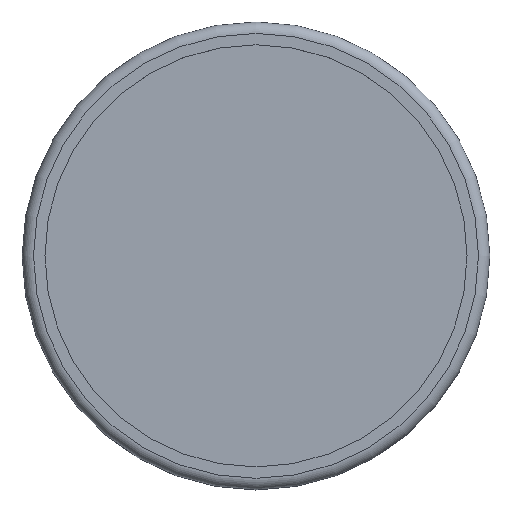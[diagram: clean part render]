
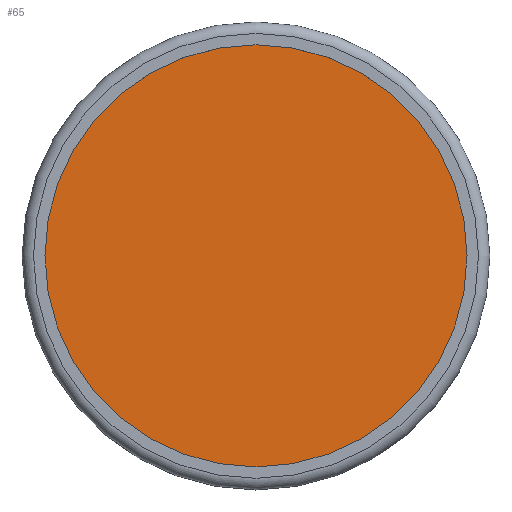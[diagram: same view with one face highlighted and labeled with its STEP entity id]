
A CAD part, top view. The second image highlights one B-rep face of the part: STEP entity #65.
In plain terms, the highlighted planar face has unit normal (0, 0, 1).
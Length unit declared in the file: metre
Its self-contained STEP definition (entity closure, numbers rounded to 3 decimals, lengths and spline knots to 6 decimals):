
#65 = ADVANCED_FACE( '', ( #133 ), #134, .T. );
#133 = FACE_OUTER_BOUND( '', #211, .T. );
#134 = PLANE( '', #212 );
#211 = EDGE_LOOP( '', ( #278 ) );
#212 = AXIS2_PLACEMENT_3D( '', #279, #280, #281 );
#278 = ORIENTED_EDGE( '', *, *, #349, .T. );
#279 = CARTESIAN_POINT( '', ( 0., 0., 0.0073 ) );
#280 = DIRECTION( '', ( 0., 0., 1. ) );
#281 = DIRECTION( '', ( 1., 0., 0. ) );
#349 = EDGE_CURVE( '', #382, #382, #383, .T. );
#382 = VERTEX_POINT( '', #422 );
#383 = CIRCLE( '', #423, 0.00925 );
#422 = CARTESIAN_POINT( '', ( 0.00925, 0., 0.0073 ) );
#423 = AXIS2_PLACEMENT_3D( '', #461, #462, #463 );
#461 = CARTESIAN_POINT( '', ( 0., 0., 0.0073 ) );
#462 = DIRECTION( '', ( 0., 0., 1. ) );
#463 = DIRECTION( '', ( 1., 0., 0. ) );
